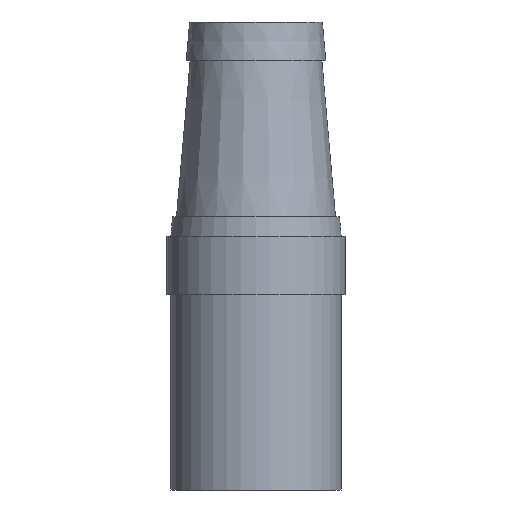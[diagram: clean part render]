
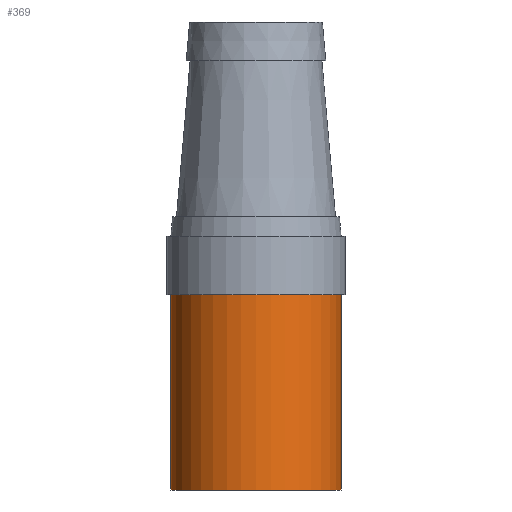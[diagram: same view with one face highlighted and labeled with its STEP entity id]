
A CAD part, left-side view. The second image highlights one B-rep face of the part: STEP entity #369.
In plain terms, the highlighted cylindrical face has radius 27.686 mm (diameter 55.372 mm), a partial arc.
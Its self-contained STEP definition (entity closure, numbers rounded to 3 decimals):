
#330=CARTESIAN_POINT('Axis2P3D Location',(0.,0.,12.614)) ;
#335=CARTESIAN_POINT('Line Origine',(0.,-27.686,-31.75)) ;
#339=CARTESIAN_POINT('Vertex',(0.,-27.686,-63.5)) ;
#341=CARTESIAN_POINT('Vertex',(0.,-27.686,0.)) ;
#344=CARTESIAN_POINT('Axis2P3D Location',(0.,0.,0.)) ;
#348=CARTESIAN_POINT('Vertex',(0.,27.686,0.)) ;
#351=CARTESIAN_POINT('Line Origine',(0.,27.686,-31.75)) ;
#355=CARTESIAN_POINT('Vertex',(0.,27.686,-63.5)) ;
#358=CARTESIAN_POINT('Axis2P3D Location',(0.,0.,-63.5)) ;
#337=VECTOR('Line Direction',#336,1.) ;
#353=VECTOR('Line Direction',#352,1.) ;
#331=DIRECTION('Axis2P3D Direction',(0.,0.,1.)) ;
#332=DIRECTION('Axis2P3D XDirection',(0.,1.,0.)) ;
#336=DIRECTION('Vector Direction',(0.,0.,1.)) ;
#345=DIRECTION('Axis2P3D Direction',(0.,0.,1.)) ;
#352=DIRECTION('Vector Direction',(0.,0.,1.)) ;
#359=DIRECTION('Axis2P3D Direction',(0.,0.,1.)) ;
#333=AXIS2_PLACEMENT_3D('Cylinder Axis2P3D',#330,#331,#332) ;
#346=AXIS2_PLACEMENT_3D('Circle Axis2P3D',#344,#345,$) ;
#360=AXIS2_PLACEMENT_3D('Circle Axis2P3D',#358,#359,$) ;
#338=LINE('Line',#335,#337) ;
#354=LINE('Line',#351,#353) ;
#347=CIRCLE('generated circle',#346,27.686) ;
#361=CIRCLE('generated circle',#360,27.686) ;
#334=CYLINDRICAL_SURFACE('generated cylinder',#333,27.686) ;
#343=EDGE_CURVE('',#340,#342,#338,.T.) ;
#350=EDGE_CURVE('',#349,#342,#347,.T.) ;
#357=EDGE_CURVE('',#356,#349,#354,.T.) ;
#362=EDGE_CURVE('',#356,#340,#361,.T.) ;
#364=ORIENTED_EDGE('',*,*,#343,.T.) ;
#365=ORIENTED_EDGE('',*,*,#350,.F.) ;
#366=ORIENTED_EDGE('',*,*,#357,.F.) ;
#367=ORIENTED_EDGE('',*,*,#362,.T.) ;
#363=EDGE_LOOP('',(#364,#365,#366,#367)) ;
#340=VERTEX_POINT('',#339) ;
#342=VERTEX_POINT('',#341) ;
#349=VERTEX_POINT('',#348) ;
#356=VERTEX_POINT('',#355) ;
#369=ADVANCED_FACE('PartBody',(#368),#334,.T.) ;
#368=FACE_OUTER_BOUND('',#363,.T.) ;
